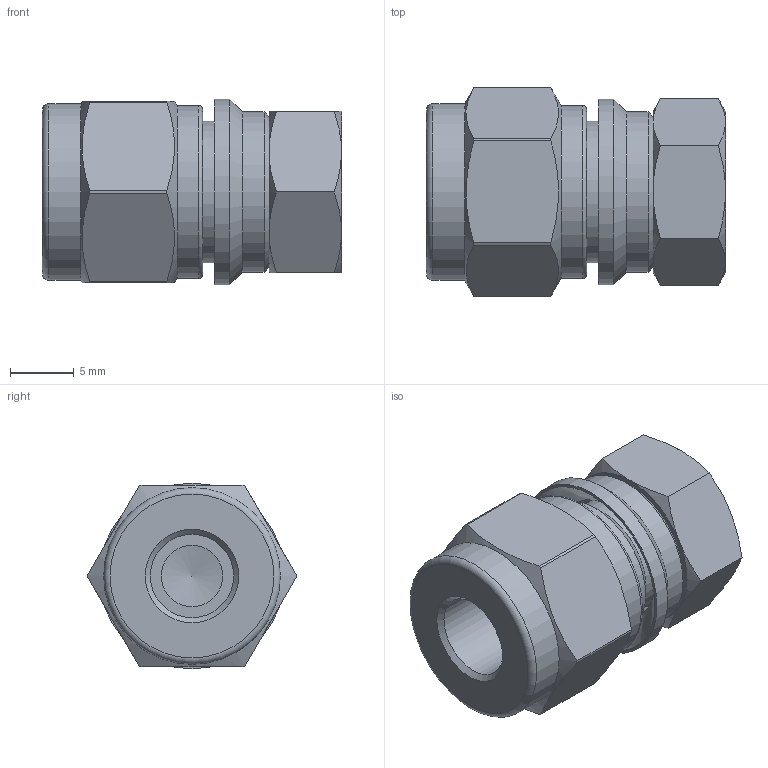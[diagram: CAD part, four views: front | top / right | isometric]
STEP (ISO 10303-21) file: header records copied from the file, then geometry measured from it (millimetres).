
FILE_DESCRIPTION(/* description */ (''),/* implementation_level */ '2;1');
FILE_NAME(/* name */ 'SCI-4.stp',/* time_stamp */ '2022-04-26T08:38:48+09:00',/* author */ ('user'),/* organization */ (''),/* preprocessor_version */ 'ST-DEVELOPER v18.1',/* originating_system */ 'Autodesk Inventor 2022',/* authorisation */ '');
FILE_SCHEMA (('AUTOMOTIVE_DESIGN { 1 0 10303 214 3 1 1 }'));
Length unit declared in the file: millimetre
Products named in the file (1): SCI-4
Bounding box: 23.54 x 16.4 x 14.6 mm (x, y, z)
Volume: 2889.3 mm3; surface area: 2167.9 mm2
Topology: 1 solids, 1 shells, 57 faces, 127 edges, 77 vertices
Faces by surface type: cone 21, plane 19, cylinder 15, torus 2
Full cylindrical faces by diameter (mm): 4.826 x1, 6.55 x1, 9.3 x1, 10.1 x1, 11.113 x1, 12.6 x1, 13.6 x1, 13.9 x1, 14.6 x1
Entity records: 1571 total; most frequent: CARTESIAN_POINT 333, DIRECTION 260, ORIENTED_EDGE 252, EDGE_CURVE 126, AXIS2_PLACEMENT_3D 112, VERTEX_POINT 77, EDGE_LOOP 63, FACE_OUTER_BOUND 57
